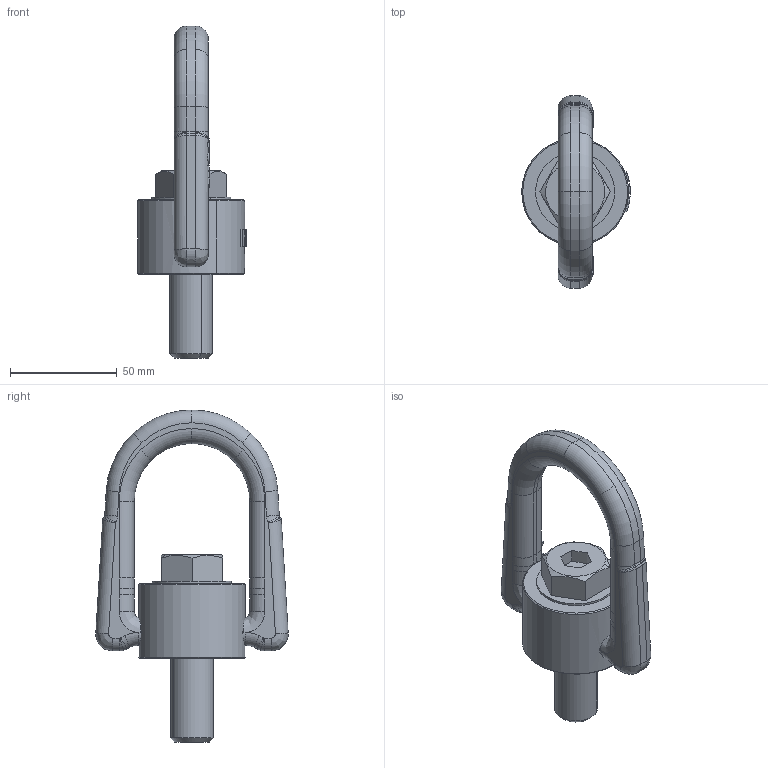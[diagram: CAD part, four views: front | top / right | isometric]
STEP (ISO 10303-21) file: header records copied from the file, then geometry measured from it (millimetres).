
FILE_DESCRIPTION(('CATIA V5 STEP Exchange'),'2;1');
FILE_NAME('8-232-030.stp','2017-06-16T07:52:04+00:00',('none'),('none'),'CATIA Version 5 Release 21 GA (IN-10)','CATIA V5 STEP AP203','none');
FILE_SCHEMA(('CONFIG_CONTROL_DESIGN'));
Length unit declared in the file: millimetre
Products named in the file (1): 8-232-030
Bounding box: 50.79 x 89.97 x 155.29 mm (x, y, z)
Volume: 143362.3 mm3; surface area: 26300.1 mm2
Topology: 1 solids, 1 shells, 430 faces, 1197 edges, 774 vertices
Faces by surface type: plane 293, cylinder 73, torus 32, bspline 12, cone 8, revolution 8, extrusion 4
Entity records: 15715 total; most frequent: CARTESIAN_POINT 5797, ORIENTED_EDGE 2386, DIRECTION 1488, EDGE_CURVE 1193, VERTEX_POINT 774, VECTOR 592, LINE 588, AXIS2_PLACEMENT_3D 532
